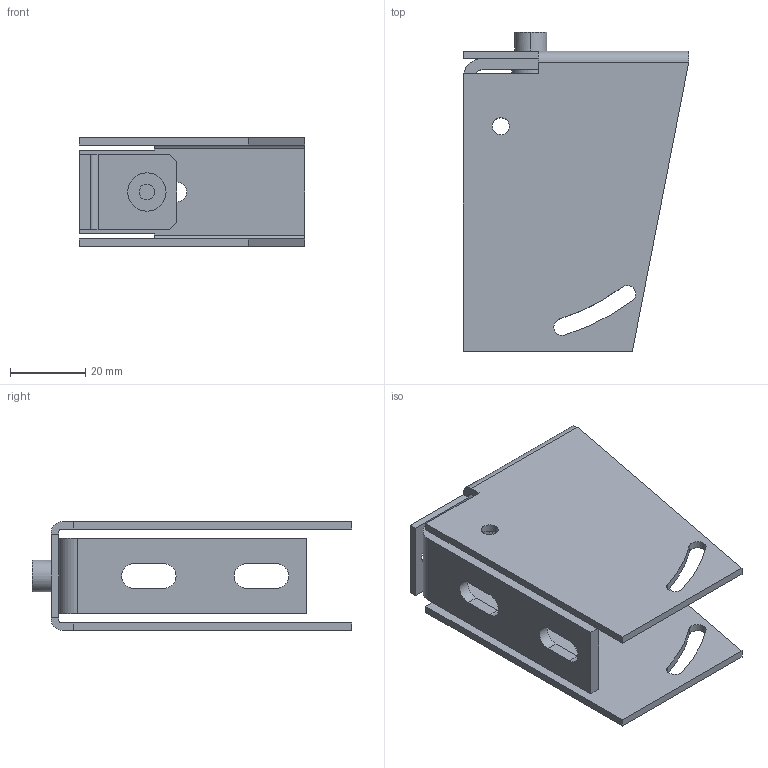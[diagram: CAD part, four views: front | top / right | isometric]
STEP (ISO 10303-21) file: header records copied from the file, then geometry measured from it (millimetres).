
FILE_DESCRIPTION((''),'2;1');
FILE_NAME('DB_CAD8074_OMH_RL31_07','2021-12-15T13:32:15',('cludewig'),(''),'CREO PARAMETRIC BY PTC INC, 2019292','CREO PARAMETRIC BY PTC INC, 2019292','');
FILE_SCHEMA(('CONFIG_CONTROL_DESIGN','SHAPE_APPEARANCE_LAYERS_GROUPS'));
Length unit declared in the file: millimetre
Products named in the file (1): DB_CAD8074_OMH_RL31_07
Bounding box: 60 x 85 x 29 mm (x, y, z)
Volume: 23577.9 mm3; surface area: 23594.5 mm2
Topology: 1 solids, 1 shells, 82 faces, 228 edges, 146 vertices
Faces by surface type: plane 48, cylinder 32, cone 2
Entity records: 3286 total; most frequent: DIRECTION 466, CARTESIAN_POINT 456, ORIENTED_EDGE 456, EDGE_CURVE 228, AXIS2_PLACEMENT_3D 156, VECTOR 154, LINE 154, VERTEX_POINT 146
